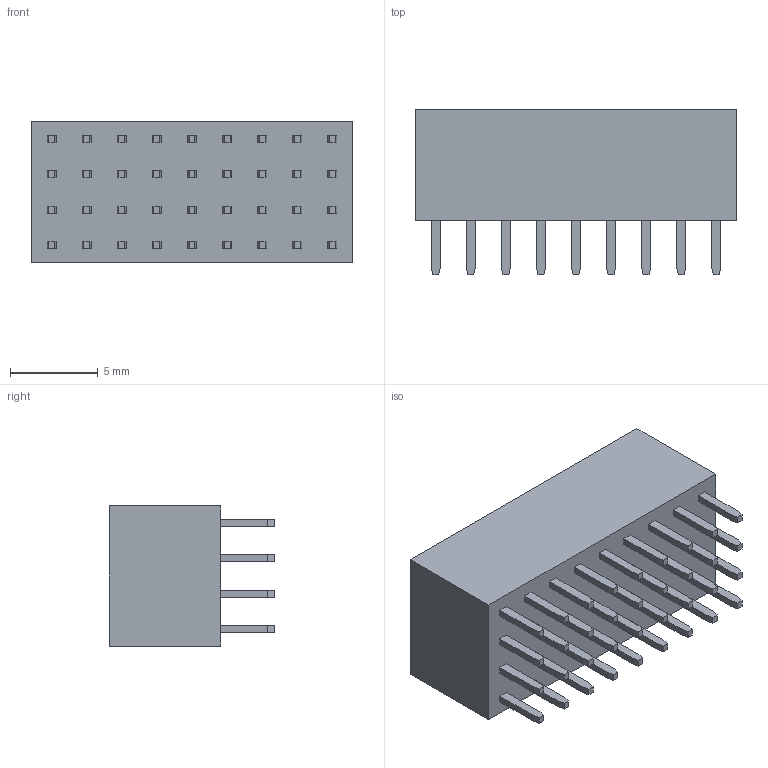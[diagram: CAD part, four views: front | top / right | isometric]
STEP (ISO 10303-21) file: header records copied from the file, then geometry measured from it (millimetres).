
FILE_DESCRIPTION( ('This file contains a STEP AP42 implementation' ,'as created by ZW3D STEP Interface translator.') ,'2;1' );
FILE_NAME( '2263-4XXSXXDYNX1.stp' ,'23 418.165945', (''), ('ZWCAD Software Co.'), 'Version 1.0', 'ZW3D to STEP translator', '' );
FILE_SCHEMA(('AUTOMOTIVE_DESIGN { 1 0 10303 214 1 1 1 1 }'));
Length unit declared in the file: millimetre
Products named in the file (2): 0; 2263-420SXXDYNT1
Bounding box: 18.3 x 9.45 x 8 mm (x, y, z)
Volume: 850.9 mm3; surface area: 2346.6 mm2
Topology: 1 solids, 1 shells, 3174 faces, 9340 edges, 6132 vertices
Faces by surface type: plane 2310, cylinder 612, bspline 252
Entity records: 139676 total; most frequent: CARTESIAN_POINT 70017, ORIENTED_EDGE 18680, EDGE_CURVE 9340, B_SPLINE_CURVE_WITH_KNOTS 8726, DIRECTION 6460, VERTEX_POINT 6132, EDGE_LOOP 3426, FACE_OUTER_BOUND 3174
